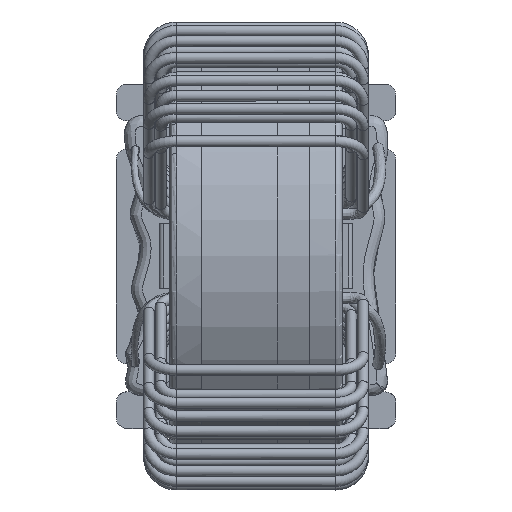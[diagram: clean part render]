
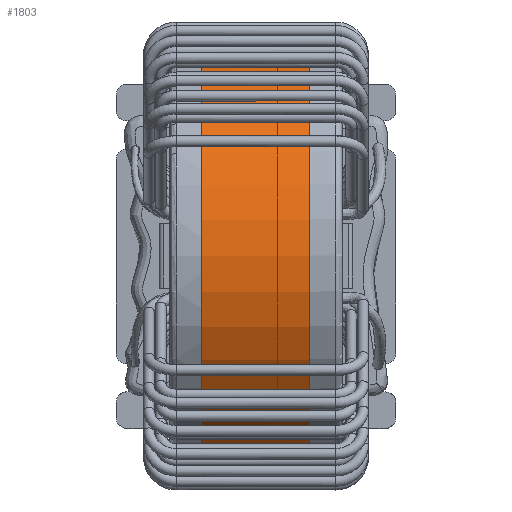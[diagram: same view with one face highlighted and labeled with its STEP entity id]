
A CAD part, top view. The second image highlights one B-rep face of the part: STEP entity #1803.
In plain terms, the highlighted cylindrical face has radius 9.66 mm (diameter 19.32 mm), a full revolution.
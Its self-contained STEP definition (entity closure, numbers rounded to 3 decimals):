
#1803=ADVANCED_FACE('',(#5330,#5331),#5332,.T.);
#1809=EDGE_CURVE('',#5342,#5342,#5343,.T.);
#1813=EDGE_CURVE('',#5348,#5348,#5349,.T.);
#5330=FACE_OUTER_BOUND('',#10977,.T.);
#5331=FACE_OUTER_BOUND('',#10978,.T.);
#5332=CYLINDRICAL_SURFACE('',#10979,9.66);
#5342=VERTEX_POINT('',#10990);
#5343=CIRCLE('',#10991,9.66);
#5348=VERTEX_POINT('',#10998);
#5349=CIRCLE('',#10999,9.66);
#10977=EDGE_LOOP('',(#33329));
#10978=EDGE_LOOP('',(#33330));
#10979=AXIS2_PLACEMENT_3D('',#33331,#33332,#33333);
#10990=CARTESIAN_POINT('',(2.832,5.91,14.8));
#10991=AXIS2_PLACEMENT_3D('',#33346,#33347,#33348);
#10998=CARTESIAN_POINT('',(7.832,5.91,14.8));
#10999=AXIS2_PLACEMENT_3D('',#33352,#33353,#33354);
#33329=ORIENTED_EDGE('',*,*,#1813,.F.);
#33330=ORIENTED_EDGE('',*,*,#1809,.T.);
#33331=CARTESIAN_POINT('',(2.832,-3.75,14.8));
#33332=DIRECTION('',(1.0,0.,0.));
#33333=DIRECTION('',(0.,0.,-1.0));
#33346=CARTESIAN_POINT('',(2.832,-3.75,14.8));
#33347=DIRECTION('',(1.0,0.,0.));
#33348=DIRECTION('',(0.,1.0,0.));
#33352=CARTESIAN_POINT('',(7.832,-3.75,14.8));
#33353=DIRECTION('',(1.0,0.,0.));
#33354=DIRECTION('',(0.,1.0,0.));
